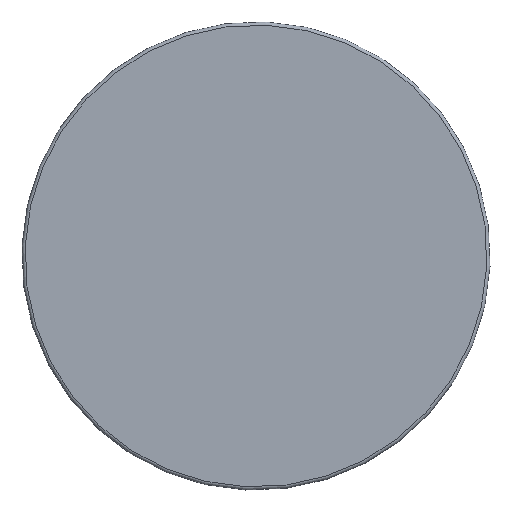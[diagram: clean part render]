
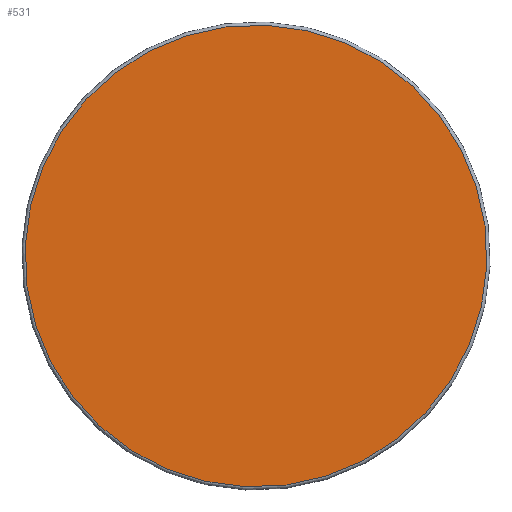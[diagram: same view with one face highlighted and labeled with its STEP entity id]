
A CAD part, front view. The second image highlights one B-rep face of the part: STEP entity #531.
In plain terms, the highlighted planar face has unit normal (0, -1, 0).
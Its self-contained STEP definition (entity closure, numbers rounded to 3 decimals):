
#93=PLANE('',#727);
#121=FACE_OUTER_BOUND('',#166,.T.);
#166=EDGE_LOOP('',(#469,#470));
#238=CIRCLE('',#718,21.2);
#243=CIRCLE('',#723,21.2);
#286=VERTEX_POINT('',#1052);
#287=VERTEX_POINT('',#1053);
#346=EDGE_CURVE('',#286,#287,#238,.T.);
#351=EDGE_CURVE('',#287,#286,#243,.T.);
#469=ORIENTED_EDGE('',*,*,#346,.F.);
#470=ORIENTED_EDGE('',*,*,#351,.F.);
#531=ADVANCED_FACE('',(#121),#93,.T.);
#718=AXIS2_PLACEMENT_3D('',#1054,#881,#882);
#723=AXIS2_PLACEMENT_3D('',#1062,#891,#892);
#727=AXIS2_PLACEMENT_3D('',#1069,#900,#901);
#881=DIRECTION('center_axis',(0.,1.,0.));
#882=DIRECTION('ref_axis',(-1.,0.,0.));
#891=DIRECTION('center_axis',(0.,1.,0.));
#892=DIRECTION('ref_axis',(-1.,0.,0.));
#900=DIRECTION('center_axis',(0.,-1.,0.));
#901=DIRECTION('ref_axis',(0.,0.,-1.));
#1052=CARTESIAN_POINT('',(21.2,0.,0.));
#1053=CARTESIAN_POINT('',(0.,0.,21.2));
#1054=CARTESIAN_POINT('Origin',(0.,0.,0.));
#1062=CARTESIAN_POINT('Origin',(0.,0.,0.));
#1069=CARTESIAN_POINT('Origin',(0.,0.,0.));
